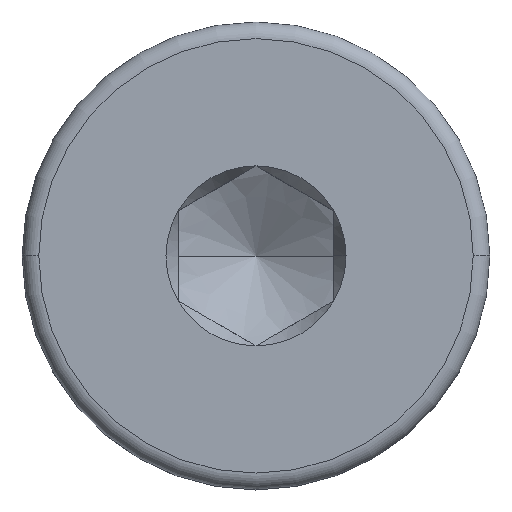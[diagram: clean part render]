
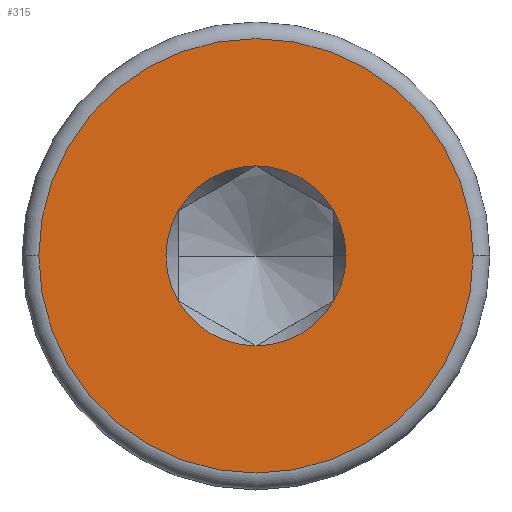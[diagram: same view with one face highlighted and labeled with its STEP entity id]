
A CAD part, top view. The second image highlights one B-rep face of the part: STEP entity #315.
In plain terms, the highlighted planar face has unit normal (0, 0, 1).
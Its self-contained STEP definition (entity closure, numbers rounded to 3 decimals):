
#4 = VERTEX_POINT ( 'NONE', #465 ) ;
#21 = CARTESIAN_POINT ( 'NONE',  ( -2.09, 0., 1.6 ) ) ;
#31 = DIRECTION ( 'NONE',  ( -1., 0., 0. ) ) ;
#33 = DIRECTION ( 'NONE',  ( 0., 0., 1. ) ) ;
#39 = VERTEX_POINT ( 'NONE', #493 ) ;
#170 = DIRECTION ( 'NONE',  ( -1., 0., 0. ) ) ;
#171 = DIRECTION ( 'NONE',  ( 0., 0., -1. ) ) ;
#172 = CARTESIAN_POINT ( 'NONE',  ( 0., 0., 1.6 ) ) ;
#173 = AXIS2_PLACEMENT_3D ( 'NONE', #172, #171, #170 ) ;
#174 = CIRCLE ( 'NONE', #173, 0.866 ) ;
#189 = DIRECTION ( 'NONE',  ( -1., 0., 0. ) ) ;
#190 = AXIS2_PLACEMENT_3D ( 'NONE', #191, #201, #189 ) ;
#191 = CARTESIAN_POINT ( 'NONE',  ( 0., 0., 1.6 ) ) ;
#197 = CIRCLE ( 'NONE', #190, 0.866 ) ;
#201 = DIRECTION ( 'NONE',  ( 0., 0., -1. ) ) ;
#206 = CARTESIAN_POINT ( 'NONE',  ( 2.09, 0., 1.6 ) ) ;
#222 = CARTESIAN_POINT ( 'NONE',  ( 0., 0., 1.6 ) ) ;
#223 = AXIS2_PLACEMENT_3D ( 'NONE', #222, #33, #31 ) ;
#224 = CIRCLE ( 'NONE', #223, 2.09 ) ;
#243 = CIRCLE ( 'NONE', #244, 0.866 ) ;
#244 = AXIS2_PLACEMENT_3D ( 'NONE', #247, #246, #245 ) ;
#245 = DIRECTION ( 'NONE',  ( -1., 0., 0. ) ) ;
#246 = DIRECTION ( 'NONE',  ( 0., 0., -1. ) ) ;
#247 = CARTESIAN_POINT ( 'NONE',  ( 0., 0., 1.6 ) ) ;
#291 = ORIENTED_EDGE ( 'NONE', *, *, #306, .T. ) ;
#292 = VERTEX_POINT ( 'NONE', #554 ) ;
#294 = ORIENTED_EDGE ( 'NONE', *, *, #299, .T. ) ;
#295 = EDGE_LOOP ( 'NONE', ( #308, #291, #325, #296, #338, #340, #341 ) ) ;
#296 = ORIENTED_EDGE ( 'NONE', *, *, #778, .T. ) ;
#299 = EDGE_CURVE ( 'NONE', #392, #376, #612, .T. ) ;
#301 = ORIENTED_EDGE ( 'NONE', *, *, #389, .T. ) ;
#302 = VERTEX_POINT ( 'NONE', #603 ) ;
#303 = EDGE_CURVE ( 'NONE', #302, #39, #602, .T. ) ;
#304 = VERTEX_POINT ( 'NONE', #597 ) ;
#306 = EDGE_CURVE ( 'NONE', #292, #302, #596, .T. ) ;
#307 = EDGE_LOOP ( 'NONE', ( #294, #301 ) ) ;
#308 = ORIENTED_EDGE ( 'NONE', *, *, #309, .T. ) ;
#309 = EDGE_CURVE ( 'NONE', #304, #292, #591, .T. ) ;
#315 = ADVANCED_FACE ( 'NONE', ( #640, #639 ), #638, .F. ) ;
#325 = ORIENTED_EDGE ( 'NONE', *, *, #303, .T. ) ;
#334 = VERTEX_POINT ( 'NONE', #672 ) ;
#338 = ORIENTED_EDGE ( 'NONE', *, *, #339, .T. ) ;
#339 = EDGE_CURVE ( 'NONE', #4, #334, #671, .T. ) ;
#340 = ORIENTED_EDGE ( 'NONE', *, *, #368, .T. ) ;
#341 = ORIENTED_EDGE ( 'NONE', *, *, #351, .T. ) ;
#342 = VERTEX_POINT ( 'NONE', #666 ) ;
#351 = EDGE_CURVE ( 'NONE', #342, #304, #243, .T. ) ;
#368 = EDGE_CURVE ( 'NONE', #334, #342, #197, .T. ) ;
#376 = VERTEX_POINT ( 'NONE', #206 ) ;
#389 = EDGE_CURVE ( 'NONE', #376, #392, #224, .T. ) ;
#392 = VERTEX_POINT ( 'NONE', #21 ) ;
#465 = CARTESIAN_POINT ( 'NONE',  ( 0.866, 0., 1.6 ) ) ;
#493 = CARTESIAN_POINT ( 'NONE',  ( 0.75, 0.433, 1.6 ) ) ;
#554 = CARTESIAN_POINT ( 'NONE',  ( -0.75, 0.433, 1.6 ) ) ;
#588 = DIRECTION ( 'NONE',  ( 0., 0., -1. ) ) ;
#589 = CARTESIAN_POINT ( 'NONE',  ( 0., 0., 1.6 ) ) ;
#590 = AXIS2_PLACEMENT_3D ( 'NONE', #589, #588, #652 ) ;
#591 = CIRCLE ( 'NONE', #590, 0.866 ) ;
#592 = DIRECTION ( 'NONE',  ( -1., 0., 0. ) ) ;
#593 = DIRECTION ( 'NONE',  ( 0., 0., -1. ) ) ;
#594 = CARTESIAN_POINT ( 'NONE',  ( 0., 0., 1.6 ) ) ;
#595 = AXIS2_PLACEMENT_3D ( 'NONE', #594, #593, #592 ) ;
#596 = CIRCLE ( 'NONE', #595, 0.866 ) ;
#597 = CARTESIAN_POINT ( 'NONE',  ( -0.75, -0.433, 1.6 ) ) ;
#598 = DIRECTION ( 'NONE',  ( -1., 0., 0. ) ) ;
#599 = DIRECTION ( 'NONE',  ( 0., 0., -1. ) ) ;
#600 = CARTESIAN_POINT ( 'NONE',  ( 0., 0., 1.6 ) ) ;
#601 = AXIS2_PLACEMENT_3D ( 'NONE', #600, #599, #598 ) ;
#602 = CIRCLE ( 'NONE', #601, 0.866 ) ;
#603 = CARTESIAN_POINT ( 'NONE',  ( 0., 0.866, 1.6 ) ) ;
#608 = DIRECTION ( 'NONE',  ( -1., 0., 0. ) ) ;
#609 = DIRECTION ( 'NONE',  ( 0., 0., 1. ) ) ;
#610 = CARTESIAN_POINT ( 'NONE',  ( 0., 0., 1.6 ) ) ;
#611 = AXIS2_PLACEMENT_3D ( 'NONE', #610, #609, #608 ) ;
#612 = CIRCLE ( 'NONE', #611, 2.09 ) ;
#634 = DIRECTION ( 'NONE',  ( -1., 0., 0. ) ) ;
#635 = DIRECTION ( 'NONE',  ( 0., 0., -1. ) ) ;
#636 = CARTESIAN_POINT ( 'NONE',  ( 0., 2.25, 1.6 ) ) ;
#637 = AXIS2_PLACEMENT_3D ( 'NONE', #636, #635, #634 ) ;
#638 = PLANE ( 'NONE',  #637 ) ;
#639 = FACE_BOUND ( 'NONE', #295, .T. ) ;
#640 = FACE_OUTER_BOUND ( 'NONE', #307, .T. ) ;
#652 = DIRECTION ( 'NONE',  ( -1., 0., 0. ) ) ;
#666 = CARTESIAN_POINT ( 'NONE',  ( 0., -0.866, 1.6 ) ) ;
#667 = DIRECTION ( 'NONE',  ( -1., 0., 0. ) ) ;
#668 = DIRECTION ( 'NONE',  ( 0., 0., -1. ) ) ;
#669 = CARTESIAN_POINT ( 'NONE',  ( 0., 0., 1.6 ) ) ;
#670 = AXIS2_PLACEMENT_3D ( 'NONE', #669, #668, #667 ) ;
#671 = CIRCLE ( 'NONE', #670, 0.866 ) ;
#672 = CARTESIAN_POINT ( 'NONE',  ( 0.75, -0.433, 1.6 ) ) ;
#778 = EDGE_CURVE ( 'NONE', #39, #4, #174, .T. ) ;
